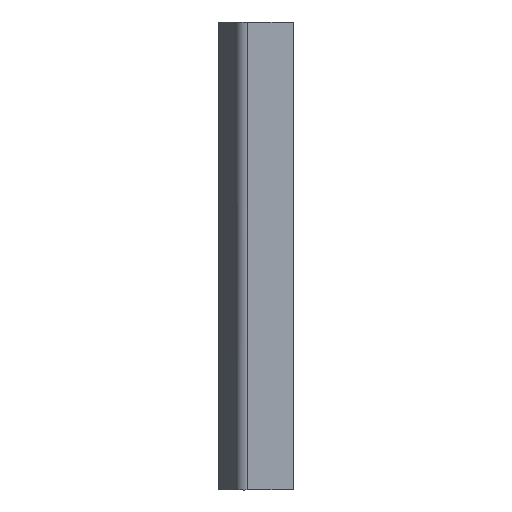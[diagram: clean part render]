
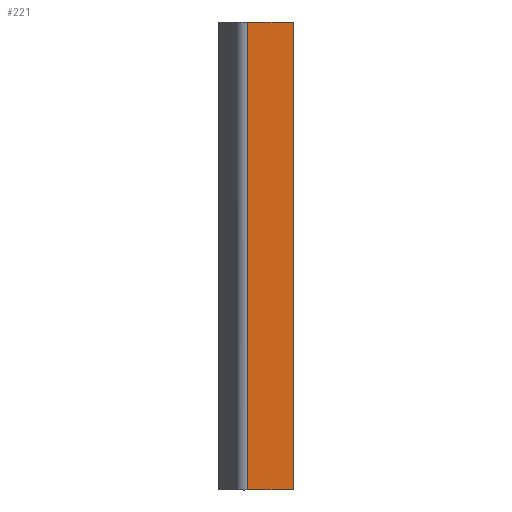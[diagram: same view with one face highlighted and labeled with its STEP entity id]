
A CAD part, front view. The second image highlights one B-rep face of the part: STEP entity #221.
In plain terms, the highlighted free-form (B-spline) face has degree [1, 1] with [2, 2] control points.
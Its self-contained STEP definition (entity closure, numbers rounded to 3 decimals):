
#13 = ORIENTED_EDGE ( 'NONE', *, *, #234, .F. ) ;
#16 = CARTESIAN_POINT ( 'NONE',  ( 3.309, -29.284, -380. ) ) ;
#19 = CARTESIAN_POINT ( 'NONE',  ( 3.309, -29.284, -380. ) ) ;
#45 = CARTESIAN_POINT ( 'NONE',  ( 3.309, -29.284, 0. ) ) ;
#67 = CARTESIAN_POINT ( 'NONE',  ( 40., -29.284, 0. ) ) ;
#82 = CARTESIAN_POINT ( 'NONE',  ( 3.309, -29.284, 0. ) ) ;
#87 = CARTESIAN_POINT ( 'NONE',  ( 40., -29.284, -380. ) ) ;
#114 = VERTEX_POINT ( 'NONE', #67 ) ;
#123 = B_SPLINE_CURVE_WITH_KNOTS ( 'NONE', 1,
 ( #156, #334 ),
 .UNSPECIFIED., .F., .F.,
 ( 2, 2 ),
 ( 0., 1. ),
 .UNSPECIFIED. ) ;
#131 = VERTEX_POINT ( 'NONE', #348 ) ;
#147 = CARTESIAN_POINT ( 'NONE',  ( 3.309, -29.284, 0. ) ) ;
#149 = CARTESIAN_POINT ( 'NONE',  ( 40., -29.284, -380. ) ) ;
#151 = FACE_OUTER_BOUND ( 'NONE', #373, .T. ) ;
#156 = CARTESIAN_POINT ( 'NONE',  ( 40., -29.284, -380. ) ) ;
#190 = EDGE_CURVE ( 'NONE', #268, #114, #345, .T. ) ;
#209 = ORIENTED_EDGE ( 'NONE', *, *, #382, .T. ) ;
#218 = ORIENTED_EDGE ( 'NONE', *, *, #190, .F. ) ;
#219 = CARTESIAN_POINT ( 'NONE',  ( 3.309, -29.284, -380. ) ) ;
#221 = ADVANCED_FACE ( 'NONE', ( #151 ), #389, .F. ) ;
#230 = VERTEX_POINT ( 'NONE', #16 ) ;
#231 = CARTESIAN_POINT ( 'NONE',  ( 40., -29.284, 0. ) ) ;
#234 = EDGE_CURVE ( 'NONE', #114, #131, #238, .T. ) ;
#238 = B_SPLINE_CURVE_WITH_KNOTS ( 'NONE', 1,
 ( #322, #149 ),
 .UNSPECIFIED., .F., .F.,
 ( 2, 2 ),
 ( 0., 1. ),
 .UNSPECIFIED. ) ;
#267 = CARTESIAN_POINT ( 'NONE',  ( 3.309, -29.284, 0. ) ) ;
#268 = VERTEX_POINT ( 'NONE', #147 ) ;
#291 = B_SPLINE_CURVE_WITH_KNOTS ( 'NONE', 1,
 ( #267, #19 ),
 .UNSPECIFIED., .F., .F.,
 ( 2, 2 ),
 ( 0., 1. ),
 .UNSPECIFIED. ) ;
#322 = CARTESIAN_POINT ( 'NONE',  ( 40., -29.284, 0. ) ) ;
#334 = CARTESIAN_POINT ( 'NONE',  ( 3.309, -29.284, -380. ) ) ;
#345 = B_SPLINE_CURVE_WITH_KNOTS ( 'NONE', 1,
 ( #45, #231 ),
 .UNSPECIFIED., .F., .F.,
 ( 2, 2 ),
 ( 0., 1. ),
 .UNSPECIFIED. ) ;
#348 = CARTESIAN_POINT ( 'NONE',  ( 40., -29.284, -380. ) ) ;
#360 = CARTESIAN_POINT ( 'NONE',  ( 40., -29.284, 0. ) ) ;
#364 = EDGE_CURVE ( 'NONE', #131, #230, #123, .T. ) ;
#373 = EDGE_LOOP ( 'NONE', ( #209, #429, #13, #218 ) ) ;
#382 = EDGE_CURVE ( 'NONE', #268, #230, #291, .T. ) ;
#389 = B_SPLINE_SURFACE_WITH_KNOTS ( 'NONE', 1, 1, ( 
 ( #87, #360 ),
 ( #219, #82 ) ),
 .UNSPECIFIED., .F., .F., .F.,
 ( 2, 2 ),
 ( 2, 2 ),
 ( 0., 1. ),
 ( 0., 1. ),
 .UNSPECIFIED. ) ;
#429 = ORIENTED_EDGE ( 'NONE', *, *, #364, .F. ) ;
